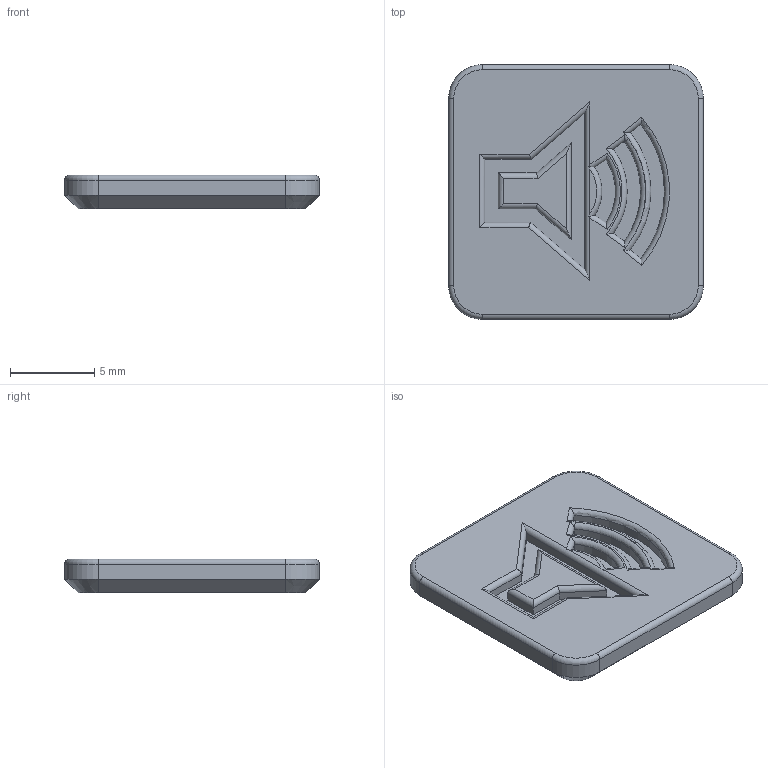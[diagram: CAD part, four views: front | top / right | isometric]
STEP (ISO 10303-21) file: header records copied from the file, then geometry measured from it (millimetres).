
FILE_DESCRIPTION(/* description */ (''),/* implementation_level */ '2;1');
FILE_NAME(/* name */ 'Logo Speaker v5.step',/* time_stamp */ '2021-07-04T00:19:06+02:00',/* author */ (''),/* organization */ (''),/* preprocessor_version */ 'ST-DEVELOPER v18.1',/* originating_system */ 'Autodesk Translation Framework v10.9.0.1377',/* authorisation */ '');
FILE_SCHEMA (('AUTOMOTIVE_DESIGN { 1 0 10303 214 3 1 1 }'));
Length unit declared in the file: millimetre
Products named in the file (1): Logo Speaker
Bounding box: 15.1 x 15.1 x 2 mm (x, y, z)
Volume: 403.2 mm3; surface area: 585 mm2
Topology: 1 solids, 1 shells, 82 faces, 189 edges, 112 vertices
Faces by surface type: plane 35, cylinder 32, torus 10, cone 4, bspline 1
Entity records: 2473 total; most frequent: CARTESIAN_POINT 584, DIRECTION 396, ORIENTED_EDGE 378, EDGE_CURVE 189, AXIS2_PLACEMENT_3D 142, LINE 112, VECTOR 112, VERTEX_POINT 112
